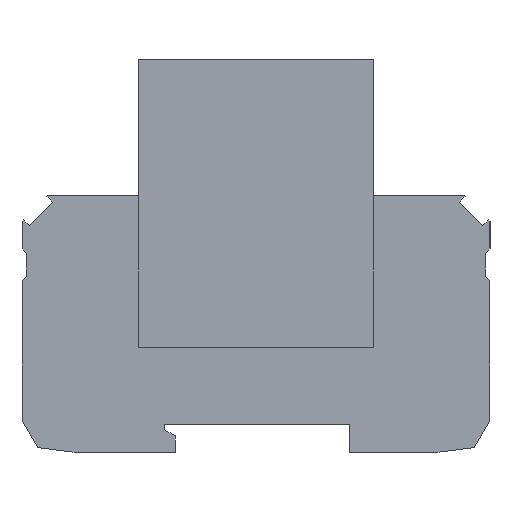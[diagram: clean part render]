
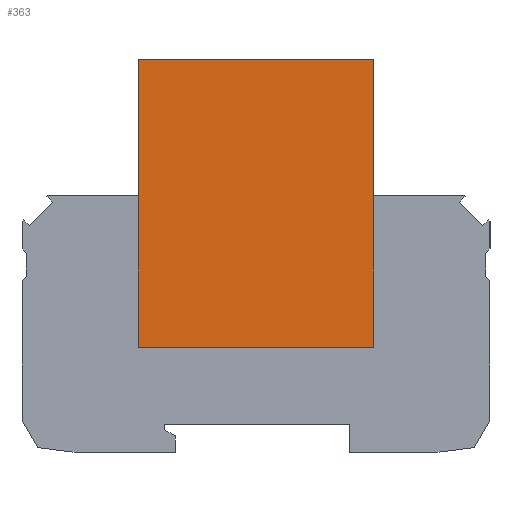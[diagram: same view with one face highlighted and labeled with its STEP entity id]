
A CAD part, left-side view. The second image highlights one B-rep face of the part: STEP entity #363.
In plain terms, the highlighted planar face has unit normal (-1, 0, 0).
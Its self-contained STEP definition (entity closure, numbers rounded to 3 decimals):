
#363=ADVANCED_FACE('',(#779),#780,.T.);
#779=FACE_OUTER_BOUND('',#1231,.T.);
#780=PLANE('',#1232);
#1231=EDGE_LOOP('',(#2207,#2208,#2209,#2210,#2211,#2212));
#1232=AXIS2_PLACEMENT_3D('',#2213,#2214,#2215);
#2207=ORIENTED_EDGE('',*,*,#2843,.T.);
#2208=ORIENTED_EDGE('',*,*,#2847,.T.);
#2209=ORIENTED_EDGE('',*,*,#2850,.T.);
#2210=ORIENTED_EDGE('',*,*,#3033,.F.);
#2211=ORIENTED_EDGE('',*,*,#3034,.T.);
#2212=ORIENTED_EDGE('',*,*,#3035,.T.);
#2213=CARTESIAN_POINT('',(0.1,11.195,30.279));
#2214=DIRECTION('',(-1.0,0.,0.));
#2215=DIRECTION('',(0.,0.0,-1.0));
#2843=EDGE_CURVE('',#3426,#3474,#3476,.T.);
#2847=EDGE_CURVE('',#3474,#3480,#3482,.T.);
#2850=EDGE_CURVE('',#3480,#3468,#3485,.T.);
#3033=EDGE_CURVE('',#3733,#3468,#3734,.T.);
#3034=EDGE_CURVE('',#3733,#3735,#3736,.T.);
#3035=EDGE_CURVE('',#3735,#3426,#3737,.T.);
#3426=VERTEX_POINT('',#4292);
#3468=VERTEX_POINT('',#4349);
#3474=VERTEX_POINT('',#4358);
#3476=LINE('',#4361,#4362);
#3480=VERTEX_POINT('',#4367);
#3482=LINE('',#4370,#4371);
#3485=LINE('',#4375,#4376);
#3733=VERTEX_POINT('',#4733);
#3734=LINE('',#4734,#4735);
#3735=VERTEX_POINT('',#4736);
#3736=LINE('',#4737,#4738);
#3737=LINE('',#4739,#4740);
#4292=CARTESIAN_POINT('',(0.1,67.45,49.35));
#4349=CARTESIAN_POINT('',(0.1,22.35,49.35));
#4358=CARTESIAN_POINT('',(0.1,67.45,20.2));
#4361=CARTESIAN_POINT('',(0.1,67.45,5.5));
#4362=VECTOR('',#5118,1.0);
#4367=CARTESIAN_POINT('',(0.1,22.35,20.2));
#4370=CARTESIAN_POINT('',(0.1,62.4,20.2));
#4371=VECTOR('',#5121,1.0);
#4375=CARTESIAN_POINT('',(0.1,22.35,5.5));
#4376=VECTOR('',#5123,1.0);
#4733=CARTESIAN_POINT('',(0.1,22.35,75.5));
#4734=CARTESIAN_POINT('',(0.1,22.35,5.5));
#4735=VECTOR('',#5263,1.0);
#4736=CARTESIAN_POINT('',(0.1,67.45,75.5));
#4737=CARTESIAN_POINT('',(0.1,62.4,75.5));
#4738=VECTOR('',#5264,1.0);
#4739=CARTESIAN_POINT('',(0.1,67.45,5.5));
#4740=VECTOR('',#5265,1.0);
#5118=DIRECTION('',(0.,0.0,-1.0));
#5121=DIRECTION('',(0.,-1.0,-0.0));
#5123=DIRECTION('',(0.,0.0,1.0));
#5263=DIRECTION('',(0.,0.,-1.0));
#5264=DIRECTION('',(0.,1.0,0.));
#5265=DIRECTION('',(0.,0.,-1.0));
